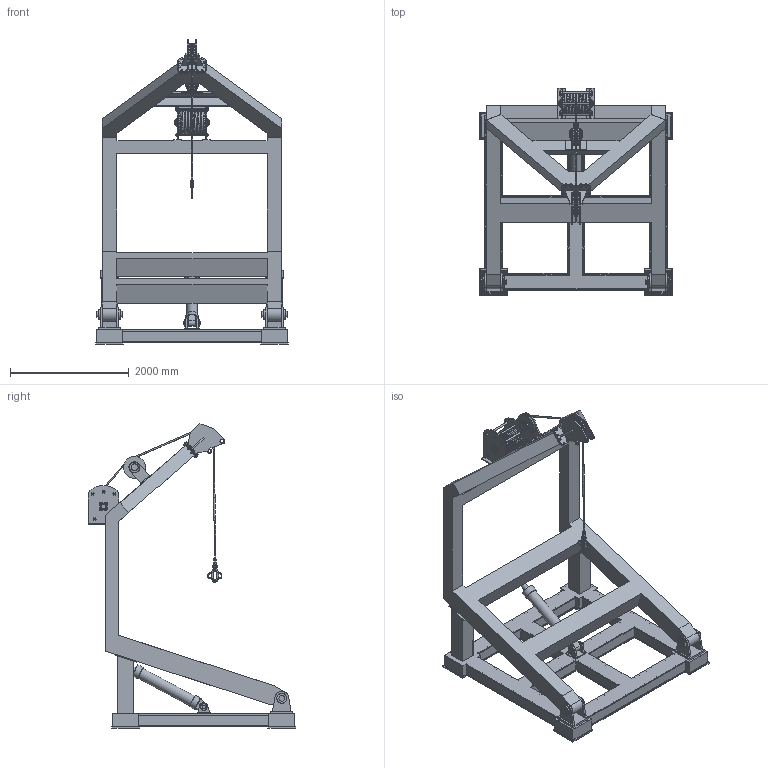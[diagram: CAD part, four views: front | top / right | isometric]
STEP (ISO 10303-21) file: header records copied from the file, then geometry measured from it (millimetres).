
FILE_DESCRIPTION(('FreeCAD Model'),'2;1');
FILE_NAME('Open CASCADE Shape Model','2025-05-04T00:05:48',('FreeCAD'),( 'FreeCAD'),'Open CASCADE STEP processor 7.6','FreeCAD','Unknown');
FILE_SCHEMA(('AUTOMOTIVE_DESIGN { 1 0 10303 214 1 1 1 1 }'));
Products named in the file (1): Open CASCADE STEP translator 7.6 1
Bounding box: 3242.41 x 3492.47 x 5132.36 mm (x, y, z)
Volume: 2100609638.9 mm3; surface area: 70052727.2 mm2
Topology: 35 solids, 38 shells, 1492 faces, 3721 edges, 2348 vertices
Faces by surface type: bspline 1492
Entity records: 70646 total; most frequent: CARTESIAN_POINT 48374, ORIENTED_EDGE 7386, EDGE_CURVE 3693, B_SPLINE_CURVE_WITH_KNOTS 2781, VERTEX_POINT 2348, FACE_BOUND 1738, EDGE_LOOP 1738, ADVANCED_FACE 1492
